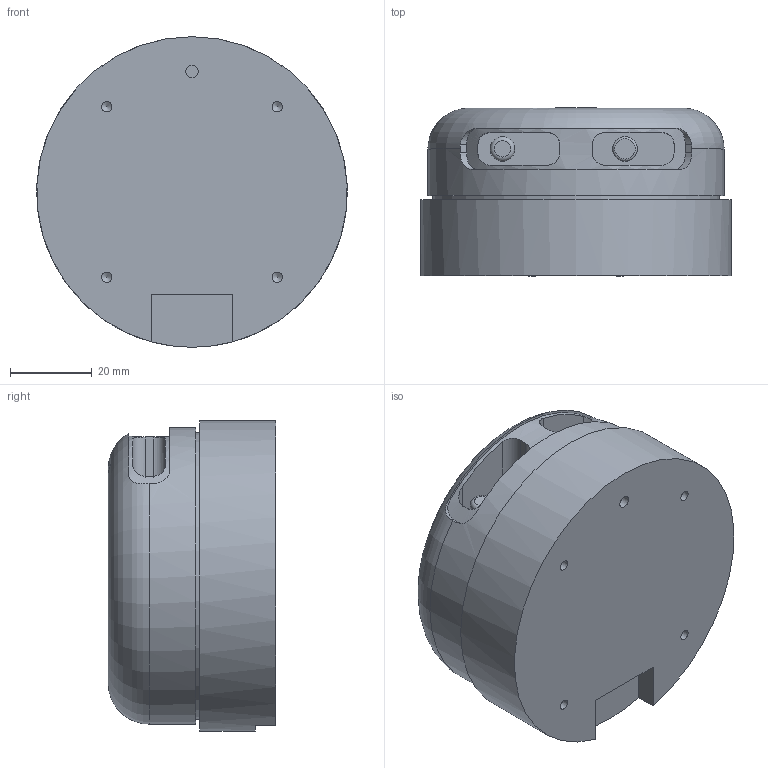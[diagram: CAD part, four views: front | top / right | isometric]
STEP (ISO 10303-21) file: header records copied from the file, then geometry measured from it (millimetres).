
FILE_DESCRIPTION(/* description */ (''),/* implementation_level */ '2;1');
FILE_NAME(/* name */ 'Intel Realsense RPLIDAR A2 v1.step',/* time_stamp */ '2023-12-08T09:47:53Z',/* author */ (''),/* organization */ (''),/* preprocessor_version */ 'ST-DEVELOPER v20',/* originating_system */ 'Autodesk Translation Framework v12.14.0.127',/* authorisation */ '');
FILE_SCHEMA (('AUTOMOTIVE_DESIGN { 1 0 10303 214 3 1 1 }'));
Length unit declared in the file: millimetre
Products named in the file (1): Intel Realsense RPLIDAR A2
Bounding box: 76 x 41 x 76 mm (x, y, z)
Volume: 165382.7 mm3; surface area: 20620.9 mm2
Topology: 1 solids, 1 shells, 161 faces, 409 edges, 271 vertices
Faces by surface type: plane 99, cylinder 28, bspline 27, cone 4, torus 3
Full cylindrical faces by diameter (mm): 2.5 x4, 3 x1, 5 x1, 6 x2, 70 x1, 72.5 x1, 76 x1
Entity records: 7137 total; most frequent: CARTESIAN_POINT 3247, ORIENTED_EDGE 810, DIRECTION 676, EDGE_CURVE 405, LINE 282, VECTOR 282, VERTEX_POINT 271, AXIS2_PLACEMENT_3D 197
